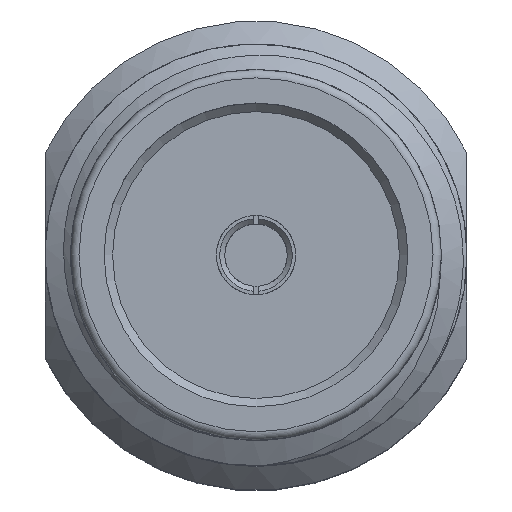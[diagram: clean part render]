
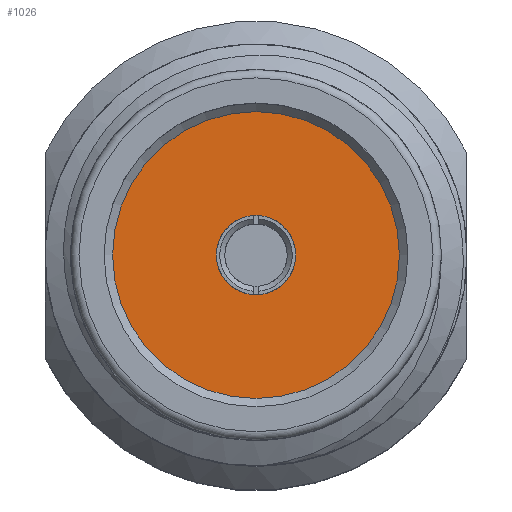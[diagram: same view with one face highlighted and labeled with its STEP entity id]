
A CAD part, top view. The second image highlights one B-rep face of the part: STEP entity #1026.
In plain terms, the highlighted planar face has unit normal (0, 0, 1).
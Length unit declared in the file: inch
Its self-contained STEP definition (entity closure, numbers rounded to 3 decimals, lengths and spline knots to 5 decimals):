
#266 = DIRECTION ( 'NONE',  ( 1., 0., 0. ) ) ;
#398 = CARTESIAN_POINT ( 'NONE',  ( 0.0235, 0., -0.075 ) ) ;
#455 = EDGE_CURVE ( 'NONE', #2137, #2137, #1650, .T. ) ;
#656 = EDGE_LOOP ( 'NONE', ( #1616 ) ) ;
#794 = CIRCLE ( 'NONE', #3453, 0.0235 ) ;
#979 = AXIS2_PLACEMENT_3D ( 'NONE', #2180, #1957, #3042 ) ;
#1026 = ADVANCED_FACE ( 'NONE', ( #3512, #2033 ), #3584, .T. ) ;
#1264 = DIRECTION ( 'NONE',  ( 0., 0., 1. ) ) ;
#1616 = ORIENTED_EDGE ( 'NONE', *, *, #455, .T. ) ;
#1650 = CIRCLE ( 'NONE', #2949, 0.085 ) ;
#1664 = DIRECTION ( 'NONE',  ( 0., 0., 1. ) ) ;
#1815 = CARTESIAN_POINT ( 'NONE',  ( 0.085, 0., -0.075 ) ) ;
#1821 = CARTESIAN_POINT ( 'NONE',  ( 0., 0., -0.075 ) ) ;
#1957 = DIRECTION ( 'NONE',  ( 0., 0., 1. ) ) ;
#2033 = FACE_OUTER_BOUND ( 'NONE', #656, .T. ) ;
#2057 = DIRECTION ( 'NONE',  ( 1., 0., 0. ) ) ;
#2137 = VERTEX_POINT ( 'NONE', #1815 ) ;
#2180 = CARTESIAN_POINT ( 'NONE',  ( 0., 0., -0.075 ) ) ;
#2186 = CARTESIAN_POINT ( 'NONE',  ( 0., 0., -0.075 ) ) ;
#2578 = ORIENTED_EDGE ( 'NONE', *, *, #3160, .F. ) ;
#2851 = EDGE_LOOP ( 'NONE', ( #2578 ) ) ;
#2949 = AXIS2_PLACEMENT_3D ( 'NONE', #1821, #1264, #2057 ) ;
#2966 = VERTEX_POINT ( 'NONE', #398 ) ;
#3042 = DIRECTION ( 'NONE',  ( 1., 0., 0. ) ) ;
#3160 = EDGE_CURVE ( 'NONE', #2966, #2966, #794, .T. ) ;
#3453 = AXIS2_PLACEMENT_3D ( 'NONE', #2186, #1664, #266 ) ;
#3512 = FACE_BOUND ( 'NONE', #2851, .T. ) ;
#3584 = PLANE ( 'NONE',  #979 ) ;
